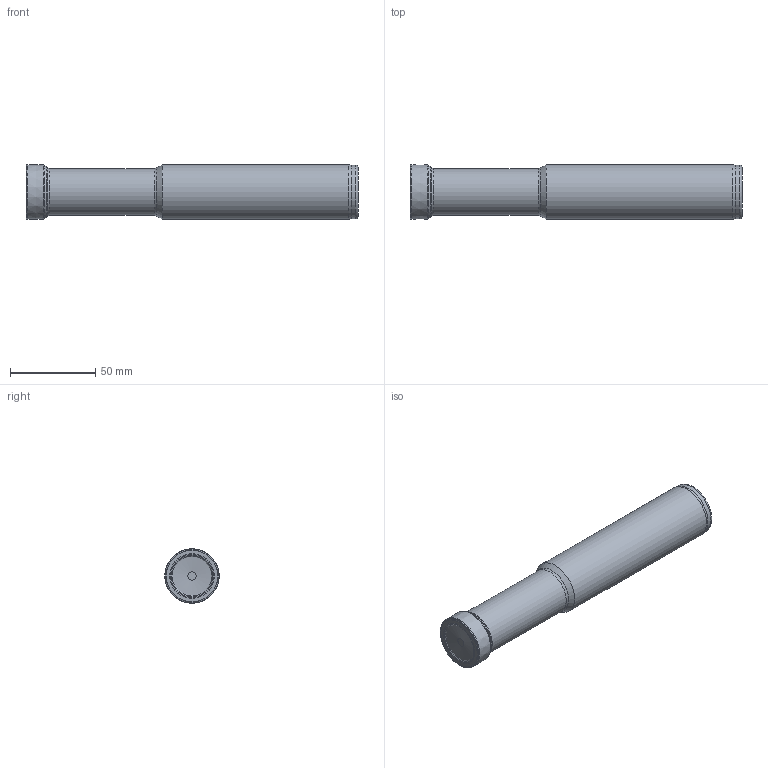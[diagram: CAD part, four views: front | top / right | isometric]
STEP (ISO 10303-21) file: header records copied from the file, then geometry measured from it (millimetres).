
FILE_DESCRIPTION(/* description */ (''),/* implementation_level */ '2;1');
FILE_NAME(/* name */ 'AEM90-TNG16-D32-C32-L195-Z02-H-80.stp',/* time_stamp */ '2023-10-27T09:31:38+03:00',/* author */ (''),/* organization */ (''),/* preprocessor_version */ 'ST-DEVELOPER v19.4',/* originating_system */ 'SIEMENS PLM Software NX2306.3001',/* authorisation */ '');
FILE_SCHEMA (('AUTOMOTIVE_DESIGN { 1 0 10303 214 3 1 1 1 }'));
Length unit declared in the file: millimetre
Products named in the file (1): AEM90-TNG16-D32-C32-L195-Z02-H-80
Bounding box: 195 x 32 x 32 mm (x, y, z)
Volume: 147742.4 mm3; surface area: 22726.6 mm2
Topology: 2 solids, 2 shells, 39 faces, 75 edges, 38 vertices
Faces by surface type: cone 18, revolution 10, torus 5, cylinder 4, plane 2
Full cylindrical faces by diameter (mm): 27.5 x1, 30.1 x1, 31.5 x1, 32 x1
Entity records: 953 total; most frequent: CARTESIAN_POINT 156, DIRECTION 146, EDGE_LOOP 76, ORIENTED_EDGE 76, FACE_BOUND 74, AXIS2_PLACEMENT_3D 68, ADVANCED_FACE 39, VERTEX_POINT 38
